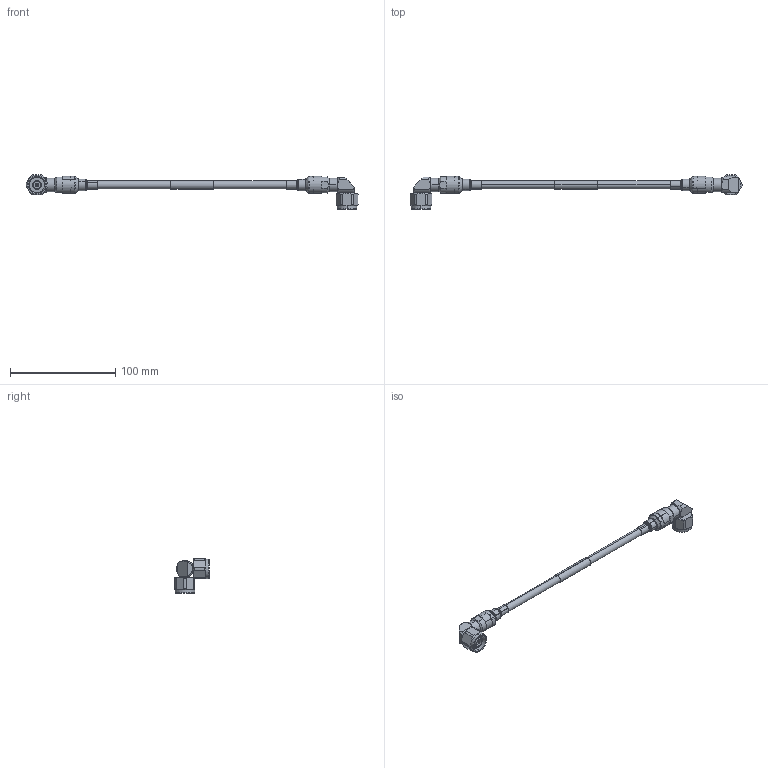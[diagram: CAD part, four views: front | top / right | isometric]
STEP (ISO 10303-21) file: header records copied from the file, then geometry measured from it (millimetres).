
FILE_DESCRIPTION (( 'STEP AP214' ), '1' );
FILE_NAME ('FMCA1281-0600_3D.step', '2023-03-06T20:10:25', ( '' ), ( '' ), 'SwSTEP 2.0', 'SolidWorks 2022', '' );
FILE_SCHEMA (( 'AUTOMOTIVE_DESIGN' ));
Length unit declared in the file: inch
Products named in the file (4): heat shrink 230303^FMCA1281-0600; LL335i^FMCA1281-0600; FMCN1186^FMCA1281-0600; FMCA1281-0600_3D
Assembly tree (5 placements, depth 2):
  FMCA1281-0600_3D
    LL335i^FMCA1281-0600
    FMCN1186^FMCA1281-0600  x2
    heat shrink 230303^FMCA1281-0600  x2
Bounding box: 315.51 x 32.51 x 32.51 mm (x, y, z)
Volume: 31148.1 mm3; surface area: 23533.6 mm2
Topology: 6 solids, 6 shells, 294 faces, 672 edges, 416 vertices
Faces by surface type: cylinder 132, plane 72, cone 60, torus 24, bspline 6
Entity records: 5749 total; most frequent: CARTESIAN_POINT 2053, DIRECTION 741, ORIENTED_EDGE 690, EDGE_CURVE 345, AXIS2_PLACEMENT_3D 311, VERTEX_POINT 214, EDGE_LOOP 169, CIRCLE 154
